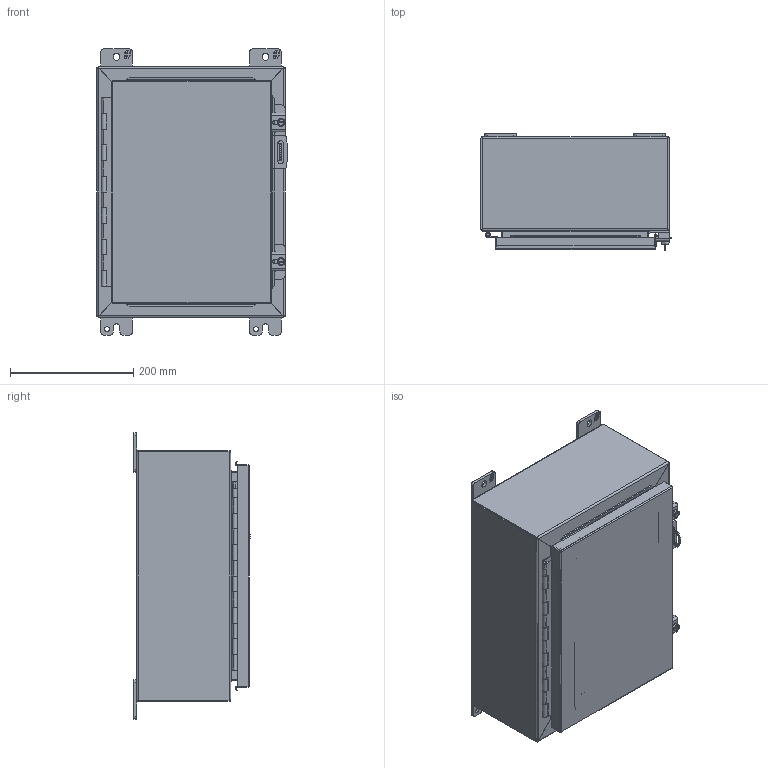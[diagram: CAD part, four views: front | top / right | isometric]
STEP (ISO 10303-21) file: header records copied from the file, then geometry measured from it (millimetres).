
FILE_DESCRIPTION (( 'STEP AP214' ), '1' );
FILE_NAME ('1418B6.STEP', '2019-10-18T19:35:59', ( '' ), ( '' ), 'SwSTEP 2.0', 'SolidWorks 2019', '' );
FILE_SCHEMA (( 'AUTOMOTIVE_DESIGN' ));
Length unit declared in the file: inch
Products named in the file (1): 1418B6
Bounding box: 307.98 x 188.9 x 463.55 mm (x, y, z)
Volume: 1386030.7 mm3; surface area: 1411628 mm2
Topology: 38 solids, 38 shells, 955 faces, 2379 edges, 1523 vertices
Faces by surface type: plane 658, cylinder 243, bspline 40, sphere 8, cone 6
Full cylindrical faces by diameter (mm): 3.175 x1, 4.763 x1, 5.41 x2, 6.198 x2, 6.35 x2, 6.731 x2, 7.137 x2, 7.805 x2, 7.937 x2, 7.938 x2, 8.382 x4, 9.525 x4, 9.906 x2, 11.112 x2, 11.113 x2, 11.303 x2, 12.7 x6, 16.51 x4, 25.4 x2
Entity records: 42199 total; most frequent: CARTESIAN_POINT 7646, ORIENTED_EDGE 4618, DIRECTION 4450, EDGE_CURVE 2309, LINE 1756, VECTOR 1756, VERTEX_POINT 1523, AXIS2_PLACEMENT_3D 1347
